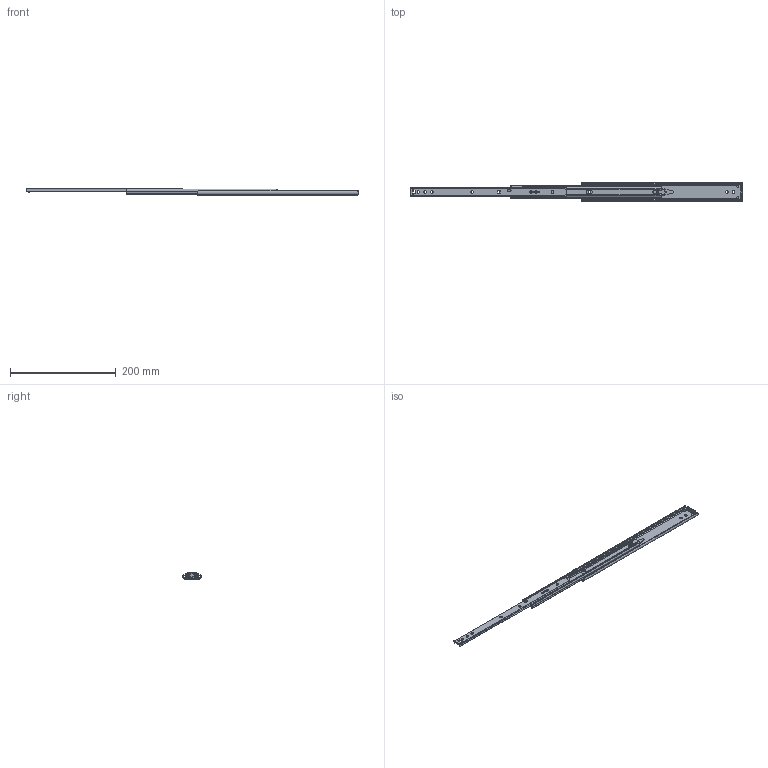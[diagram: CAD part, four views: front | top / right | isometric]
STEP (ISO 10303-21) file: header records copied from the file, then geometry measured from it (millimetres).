
FILE_DESCRIPTION (( 'STEP AP203' ), '1' );
FILE_NAME ('C357-12.STEP', '2021-03-23T01:29:43', ( '' ), ( '' ), 'SwSTEP 2.0', 'SolidWorks 2019', '' );
FILE_SCHEMA (( 'CONFIG_CONTROL_DESIGN' ));
Length unit declared in the file: millimetre
Products named in the file (9): C357-12 OM; PN282; C357-12; PN159; C357-12 IM; C357-12 CM; PN101; PN66; PN65A
Assembly tree (9 placements, depth 2):
  C357-12
    C357-12 OM
    C357-12 CM
    PN65A
    PN66
    PN159
    C357-12 IM
    PN282
    PN101  x2
Bounding box: 628.8 x 35.3 x 13 mm (x, y, z)
Volume: 52978.3 mm3; surface area: 70738.2 mm2
Topology: 9 solids, 9 shells, 479 faces, 1338 edges, 872 vertices
Faces by surface type: plane 261, cylinder 196, torus 18, bspline 4
Entity records: 16642 total; most frequent: CARTESIAN_POINT 3321, ORIENTED_EDGE 2636, DIRECTION 2571, EDGE_CURVE 1318, AXIS2_PLACEMENT_3D 879, VERTEX_POINT 861, VECTOR 813, LINE 813
